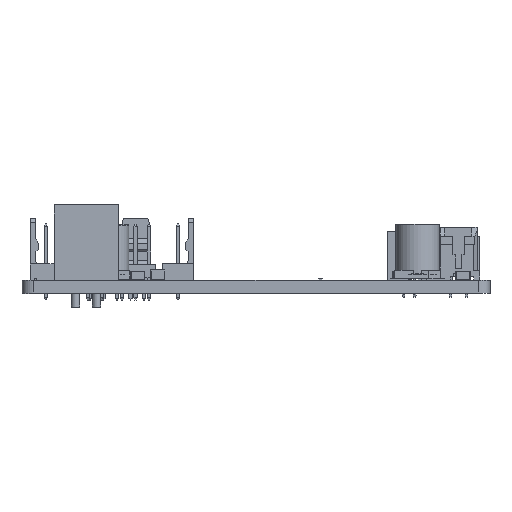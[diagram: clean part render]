
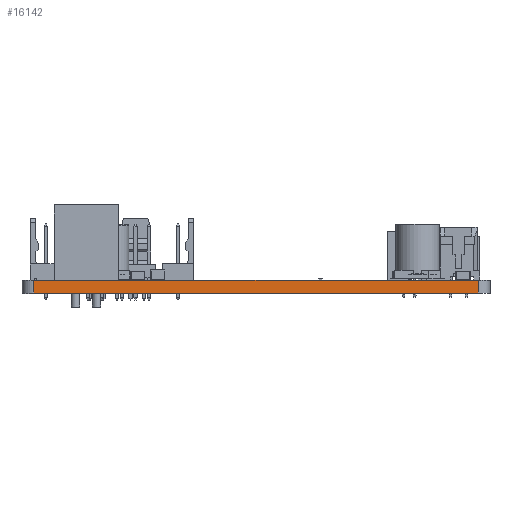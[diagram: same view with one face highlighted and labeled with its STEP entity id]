
A CAD part, top view. The second image highlights one B-rep face of the part: STEP entity #16142.
In plain terms, the highlighted face is planar.
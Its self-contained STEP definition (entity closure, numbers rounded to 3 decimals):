
#1463=FACE_OUTER_BOUND('',#2388,.T.);
#2388=EDGE_LOOP('',(#11741,#11742,#11743,#11744));
#3641=LINE('',#24338,#5553);
#3642=LINE('',#24341,#5554);
#3643=LINE('',#24343,#5555);
#3644=LINE('',#24344,#5556);
#5553=VECTOR('',#19728,10.);
#5554=VECTOR('',#19731,10.);
#5555=VECTOR('',#19732,10.);
#5556=VECTOR('',#19733,10.);
#7358=VERTEX_POINT('',#24334);
#7359=VERTEX_POINT('',#24336);
#7360=VERTEX_POINT('',#24340);
#7361=VERTEX_POINT('',#24342);
#9004=EDGE_CURVE('',#7358,#7359,#3641,.T.);
#9005=EDGE_CURVE('',#7358,#7360,#3642,.T.);
#9006=EDGE_CURVE('',#7361,#7359,#3643,.T.);
#9007=EDGE_CURVE('',#7360,#7361,#3644,.T.);
#11741=ORIENTED_EDGE('',*,*,#9005,.F.);
#11742=ORIENTED_EDGE('',*,*,#9004,.T.);
#11743=ORIENTED_EDGE('',*,*,#9006,.F.);
#11744=ORIENTED_EDGE('',*,*,#9007,.F.);
#15354=PLANE('',#17491);
#16142=ADVANCED_FACE('',(#1463),#15354,.T.);
#17491=AXIS2_PLACEMENT_3D('',#24339,#19729,#19730);
#19728=DIRECTION('',(0.,0.,1.));
#19729=DIRECTION('center_axis',(0.,-1.,0.));
#19730=DIRECTION('ref_axis',(1.,0.,0.));
#19731=DIRECTION('',(-1.,0.,0.));
#19732=DIRECTION('',(1.,0.,0.));
#19733=DIRECTION('',(0.,0.,1.));
#24334=CARTESIAN_POINT('',(85.462,0.,0.));
#24336=CARTESIAN_POINT('',(85.462,0.,2.4));
#24338=CARTESIAN_POINT('',(85.462,0.,0.));
#24339=CARTESIAN_POINT('Origin',(2.168,0.,0.));
#24340=CARTESIAN_POINT('',(2.168,0.,0.));
#24341=CARTESIAN_POINT('',(85.462,0.,0.));
#24342=CARTESIAN_POINT('',(2.168,0.,2.4));
#24343=CARTESIAN_POINT('',(85.462,0.,2.4));
#24344=CARTESIAN_POINT('',(2.168,0.,0.));
